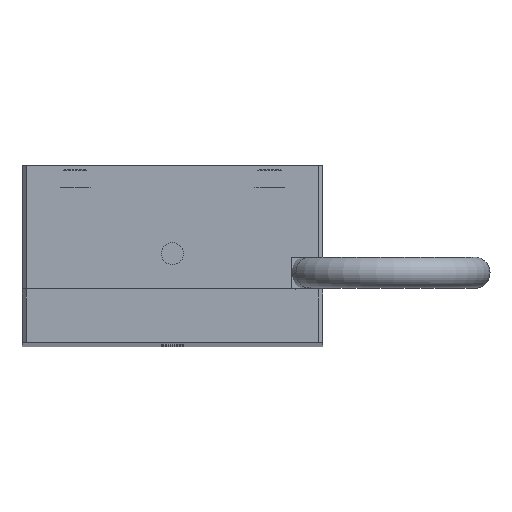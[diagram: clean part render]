
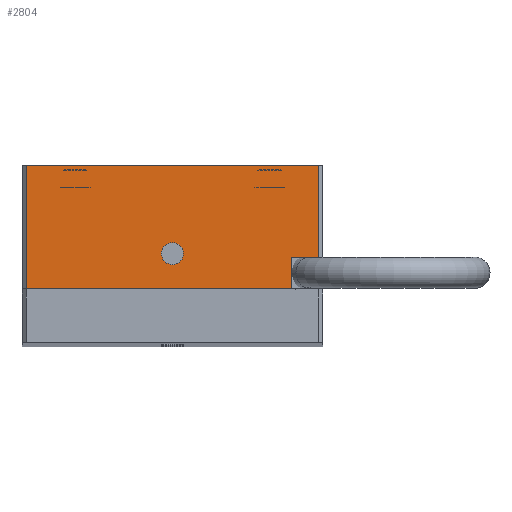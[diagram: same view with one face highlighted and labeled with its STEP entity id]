
A CAD part, top view. The second image highlights one B-rep face of the part: STEP entity #2804.
In plain terms, the highlighted planar face has unit normal (0, 0, 1).
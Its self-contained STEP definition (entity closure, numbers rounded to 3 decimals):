
#26 = AXIS2_PLACEMENT_3D ( 'NONE', #1490, #1487, #1486 ) ;
#111 = VECTOR ( 'NONE', #1227, 1000. ) ;
#117 = VECTOR ( 'NONE', #1331, 1000. ) ;
#147 = VECTOR ( 'NONE', #2537, 1000. ) ;
#244 = VECTOR ( 'NONE', #1251, 1000. ) ;
#353 = ORIENTED_EDGE ( 'NONE', *, *, #1607, .T. ) ;
#487 = ORIENTED_EDGE ( 'NONE', *, *, #1696, .F. ) ;
#514 = ORIENTED_EDGE ( 'NONE', *, *, #1627, .T. ) ;
#603 = ORIENTED_EDGE ( 'NONE', *, *, #1693, .F. ) ;
#604 = ORIENTED_EDGE ( 'NONE', *, *, #1588, .F. ) ;
#689 = ORIENTED_EDGE ( 'NONE', *, *, #1656, .F. ) ;
#706 = EDGE_LOOP ( 'NONE', ( #867 ) ) ;
#711 = EDGE_LOOP ( 'NONE', ( #487, #604, #514, #689, #353, #603 ) ) ;
#867 = ORIENTED_EDGE ( 'NONE', *, *, #1612, .F. ) ;
#1206 = CARTESIAN_POINT ( 'NONE',  ( 13.5, 6., 313. ) ) ;
#1217 = CARTESIAN_POINT ( 'NONE',  ( 16.5, 9.6, 313. ) ) ;
#1226 = CARTESIAN_POINT ( 'NONE',  ( -16.5, 6., 313. ) ) ;
#1227 = DIRECTION ( 'NONE',  ( 0., -1., 0. ) ) ;
#1234 = CARTESIAN_POINT ( 'NONE',  ( 13.5, 9., 313. ) ) ;
#1244 = CARTESIAN_POINT ( 'NONE',  ( 13.5, 9.6, 313. ) ) ;
#1251 = DIRECTION ( 'NONE',  ( -1., 0., 0. ) ) ;
#1258 = CARTESIAN_POINT ( 'NONE',  ( -16.5, 20., 313. ) ) ;
#1266 = CARTESIAN_POINT ( 'NONE',  ( 17., 6., 313. ) ) ;
#1268 = LINE ( 'NONE', #1266, #244 ) ;
#1331 = DIRECTION ( 'NONE',  ( 0., 1., 0. ) ) ;
#1332 = CARTESIAN_POINT ( 'NONE',  ( 16.5, 20., 313. ) ) ;
#1338 = LINE ( 'NONE', #1332, #117 ) ;
#1451 = CARTESIAN_POINT ( 'NONE',  ( 16.5, 20., 313. ) ) ;
#1486 = DIRECTION ( 'NONE',  ( 1., 0., 0. ) ) ;
#1487 = DIRECTION ( 'NONE',  ( 0., 0., 1. ) ) ;
#1489 = PLANE ( 'NONE',  #26 ) ;
#1490 = CARTESIAN_POINT ( 'NONE',  ( 17., 20., 313. ) ) ;
#1494 = FACE_OUTER_BOUND ( 'NONE', #711, .T. ) ;
#1501 = FACE_BOUND ( 'NONE', #706, .T. ) ;
#1588 = EDGE_CURVE ( 'NONE', #2393, #2298, #2264, .T. ) ;
#1607 = EDGE_CURVE ( 'NONE', #2230, #2354, #2181, .T. ) ;
#1612 = EDGE_CURVE ( 'NONE', #2026, #2026, #3005, .T. ) ;
#1627 = EDGE_CURVE ( 'NONE', #2393, #2492, #1338, .T. ) ;
#1656 = EDGE_CURVE ( 'NONE', #2230, #2492, #2577, .T. ) ;
#1693 = EDGE_CURVE ( 'NONE', #2437, #2354, #1268, .T. ) ;
#1696 = EDGE_CURVE ( 'NONE', #2298, #2437, #2652, .T. ) ;
#2023 = CARTESIAN_POINT ( 'NONE',  ( 1.25, 10., 313. ) ) ;
#2026 = VERTEX_POINT ( 'NONE', #2023 ) ;
#2160 = DIRECTION ( 'NONE',  ( 0., -1., 0. ) ) ;
#2181 = LINE ( 'NONE', #2466, #3063 ) ;
#2230 = VERTEX_POINT ( 'NONE', #1258 ) ;
#2248 = CARTESIAN_POINT ( 'NONE',  ( 0., 10., 313. ) ) ;
#2264 = LINE ( 'NONE', #2440, #3068 ) ;
#2282 = DIRECTION ( 'NONE',  ( -1., 0., 0. ) ) ;
#2298 = VERTEX_POINT ( 'NONE', #1244 ) ;
#2354 = VERTEX_POINT ( 'NONE', #1226 ) ;
#2359 = DIRECTION ( 'NONE',  ( 0., 0., 1. ) ) ;
#2393 = VERTEX_POINT ( 'NONE', #1217 ) ;
#2437 = VERTEX_POINT ( 'NONE', #1206 ) ;
#2440 = CARTESIAN_POINT ( 'NONE',  ( 16.5, 9.6, 313. ) ) ;
#2466 = CARTESIAN_POINT ( 'NONE',  ( -16.5, 6., 313. ) ) ;
#2492 = VERTEX_POINT ( 'NONE', #1451 ) ;
#2493 = DIRECTION ( 'NONE',  ( 1., 0., 0. ) ) ;
#2537 = DIRECTION ( 'NONE',  ( 1., 0., 0. ) ) ;
#2540 = CARTESIAN_POINT ( 'NONE',  ( 17., 20., 313. ) ) ;
#2577 = LINE ( 'NONE', #2540, #147 ) ;
#2652 = LINE ( 'NONE', #1234, #111 ) ;
#2804 = ADVANCED_FACE ( 'NONE', ( #1501, #1494 ), #1489, .T. ) ;
#3005 = CIRCLE ( 'NONE', #3016, 1.25 ) ;
#3016 = AXIS2_PLACEMENT_3D ( 'NONE', #2248, #2359, #2493 ) ;
#3063 = VECTOR ( 'NONE', #2160, 1000. ) ;
#3068 = VECTOR ( 'NONE', #2282, 1000. ) ;
